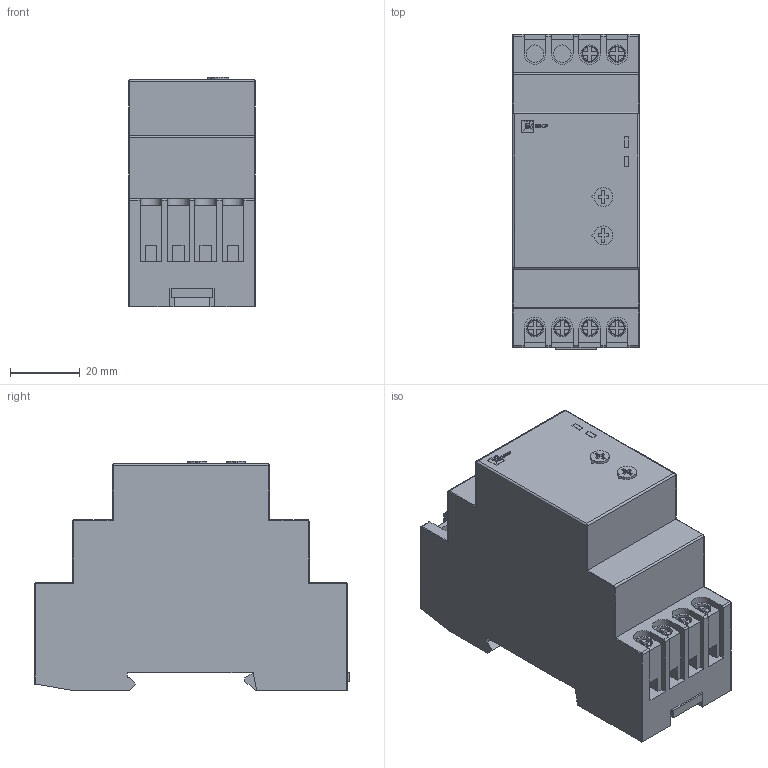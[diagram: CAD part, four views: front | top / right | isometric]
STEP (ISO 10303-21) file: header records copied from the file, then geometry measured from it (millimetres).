
FILE_DESCRIPTION (( 'STEP AP203' ), '1' );
FILE_NAME ('毋疣龛麒蝈朦 祛铖蜩 翁-3 (rel-pl-3).STEP', '2018-09-04T05:56:48', ( '' ), ( '' ), 'SwSTEP 2.0', 'SolidWorks 2017', '' );
FILE_SCHEMA (( 'CONFIG_CONTROL_DESIGN' ));
Length unit declared in the file: millimetre
Products named in the file (1): 毋疣龛麒蝈朦 祛铖蜩 翁-3 (rel-pl-3)
Bounding box: 36.3 x 90.2 x 65.8 mm (x, y, z)
Volume: 160564.5 mm3; surface area: 22746 mm2
Topology: 1 solids, 1 shells, 450 faces, 1222 edges, 800 vertices
Faces by surface type: plane 306, cylinder 90, torus 32, bspline 22
Entity records: 14865 total; most frequent: CARTESIAN_POINT 3521, ORIENTED_EDGE 2436, DIRECTION 2208, EDGE_CURVE 1218, VECTOR 882, LINE 882, VERTEX_POINT 800, AXIS2_PLACEMENT_3D 663
